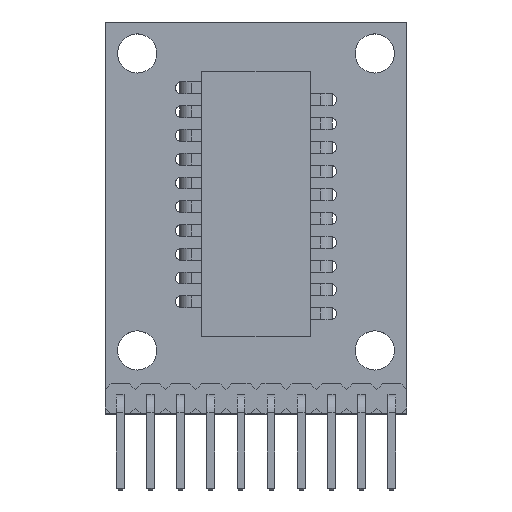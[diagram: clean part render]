
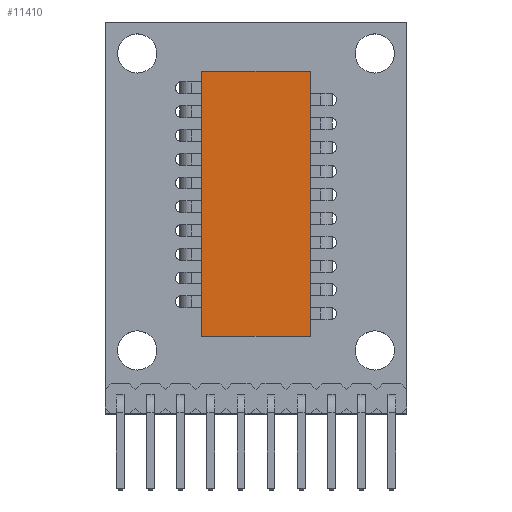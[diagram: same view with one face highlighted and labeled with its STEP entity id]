
A CAD part, top view. The second image highlights one B-rep face of the part: STEP entity #11410.
In plain terms, the highlighted planar face has unit normal (0, 0, 1).
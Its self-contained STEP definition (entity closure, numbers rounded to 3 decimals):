
#483=PLANE('',#12301);
#1093=FACE_OUTER_BOUND('',#1796,.T.);
#1796=EDGE_LOOP('',(#9519,#9520,#9521,#9522));
#2820=LINE('',#17512,#4228);
#2824=LINE('',#17519,#4232);
#2827=LINE('',#17525,#4235);
#2840=LINE('',#17550,#4248);
#4228=VECTOR('',#14327,10.);
#4232=VECTOR('',#14333,10.);
#4235=VECTOR('',#14338,10.);
#4248=VECTOR('',#14363,10.);
#5697=VERTEX_POINT('',#17509);
#5698=VERTEX_POINT('',#17511);
#5700=VERTEX_POINT('',#17517);
#5702=VERTEX_POINT('',#17523);
#7022=EDGE_CURVE('',#5698,#5697,#2820,.T.);
#7026=EDGE_CURVE('',#5697,#5700,#2824,.T.);
#7029=EDGE_CURVE('',#5702,#5700,#2827,.T.);
#7042=EDGE_CURVE('',#5702,#5698,#2840,.T.);
#9519=ORIENTED_EDGE('',*,*,#7026,.T.);
#9520=ORIENTED_EDGE('',*,*,#7029,.F.);
#9521=ORIENTED_EDGE('',*,*,#7042,.T.);
#9522=ORIENTED_EDGE('',*,*,#7022,.T.);
#11410=ADVANCED_FACE('',(#1093),#483,.T.);
#12301=AXIS2_PLACEMENT_3D('',#17552,#14366,#14367);
#14327=DIRECTION('',(0.,1.,0.));
#14333=DIRECTION('',(-1.,0.,0.));
#14338=DIRECTION('',(0.,1.,0.));
#14363=DIRECTION('',(1.,0.,0.));
#14366=DIRECTION('center_axis',(0.,0.,1.));
#14367=DIRECTION('ref_axis',(1.,0.,0.));
#17509=CARTESIAN_POINT('',(4.55,6.025,4.39));
#17511=CARTESIAN_POINT('',(4.55,-16.275,4.39));
#17512=CARTESIAN_POINT('',(4.55,0.,4.39));
#17517=CARTESIAN_POINT('',(-4.55,6.025,4.39));
#17519=CARTESIAN_POINT('',(-2.275,6.025,4.39));
#17523=CARTESIAN_POINT('',(-4.55,-16.275,4.39));
#17525=CARTESIAN_POINT('',(-4.55,0.,4.39));
#17550=CARTESIAN_POINT('',(2.275,-16.275,4.39));
#17552=CARTESIAN_POINT('Origin',(-4.55,0.,4.39));
